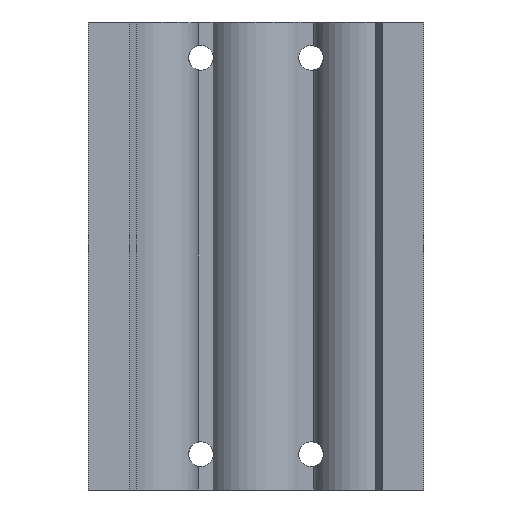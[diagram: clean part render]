
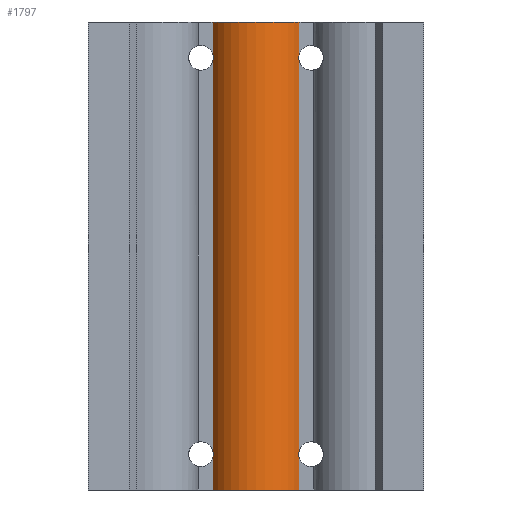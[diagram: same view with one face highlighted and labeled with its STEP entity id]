
A CAD part, front view. The second image highlights one B-rep face of the part: STEP entity #1797.
In plain terms, the highlighted cylindrical face has radius 9 mm (diameter 18 mm), a partial arc.
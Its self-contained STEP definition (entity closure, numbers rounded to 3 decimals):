
#1 = B_SPLINE_CURVE_WITH_KNOTS ( 'NONE', 3,
 ( #414, #413, #412, #411, #410, #409 ),
 .UNSPECIFIED., .F., .F.,
 ( 4, 2, 4 ),
 ( 0.016, 0.017, 0.017 ),
 .UNSPECIFIED. ) ;
#2 = B_SPLINE_CURVE_WITH_KNOTS ( 'NONE', 3,
 ( #398, #397, #396, #395, #394, #393 ),
 .UNSPECIFIED., .F., .F.,
 ( 4, 2, 4 ),
 ( 0.016, 0.017, 0.017 ),
 .UNSPECIFIED. ) ;
#25 = B_SPLINE_CURVE_WITH_KNOTS ( 'NONE', 3,
 ( #818, #817, #816, #815, #814, #813 ),
 .UNSPECIFIED., .F., .F.,
 ( 4, 2, 4 ),
 ( 0.005, 0.006, 0.006 ),
 .UNSPECIFIED. ) ;
#26 = B_SPLINE_CURVE_WITH_KNOTS ( 'NONE', 3,
 ( #812, #811, #810, #809, #808, #807 ),
 .UNSPECIFIED., .F., .F.,
 ( 4, 2, 4 ),
 ( 0.005, 0.006, 0.006 ),
 .UNSPECIFIED. ) ;
#393 = CARTESIAN_POINT ( 'NONE',  ( 7.794, -4.5, -78.944 ) ) ;
#394 = CARTESIAN_POINT ( 'NONE',  ( 7.766, -4.549, -78.803 ) ) ;
#395 = CARTESIAN_POINT ( 'NONE',  ( 7.75, -4.576, -78.65 ) ) ;
#396 = CARTESIAN_POINT ( 'NONE',  ( 7.75, -4.576, -78.349 ) ) ;
#397 = CARTESIAN_POINT ( 'NONE',  ( 7.766, -4.549, -78.196 ) ) ;
#398 = CARTESIAN_POINT ( 'NONE',  ( 7.794, -4.5, -78.056 ) ) ;
#409 = CARTESIAN_POINT ( 'NONE',  ( 7.794, -4.5, -6.944 ) ) ;
#410 = CARTESIAN_POINT ( 'NONE',  ( 7.766, -4.549, -6.803 ) ) ;
#411 = CARTESIAN_POINT ( 'NONE',  ( 7.75, -4.576, -6.65 ) ) ;
#412 = CARTESIAN_POINT ( 'NONE',  ( 7.75, -4.576, -6.349 ) ) ;
#413 = CARTESIAN_POINT ( 'NONE',  ( 7.766, -4.549, -6.196 ) ) ;
#414 = CARTESIAN_POINT ( 'NONE',  ( 7.794, -4.5, -6.056 ) ) ;
#807 = CARTESIAN_POINT ( 'NONE',  ( -7.794, -4.5, -6.056 ) ) ;
#808 = CARTESIAN_POINT ( 'NONE',  ( -7.766, -4.549, -6.197 ) ) ;
#809 = CARTESIAN_POINT ( 'NONE',  ( -7.75, -4.576, -6.35 ) ) ;
#810 = CARTESIAN_POINT ( 'NONE',  ( -7.75, -4.576, -6.651 ) ) ;
#811 = CARTESIAN_POINT ( 'NONE',  ( -7.766, -4.549, -6.804 ) ) ;
#812 = CARTESIAN_POINT ( 'NONE',  ( -7.794, -4.5, -6.944 ) ) ;
#813 = CARTESIAN_POINT ( 'NONE',  ( -7.794, -4.5, -78.056 ) ) ;
#814 = CARTESIAN_POINT ( 'NONE',  ( -7.766, -4.549, -78.197 ) ) ;
#815 = CARTESIAN_POINT ( 'NONE',  ( -7.75, -4.576, -78.35 ) ) ;
#816 = CARTESIAN_POINT ( 'NONE',  ( -7.75, -4.576, -78.651 ) ) ;
#817 = CARTESIAN_POINT ( 'NONE',  ( -7.766, -4.549, -78.804 ) ) ;
#818 = CARTESIAN_POINT ( 'NONE',  ( -7.794, -4.5, -78.944 ) ) ;
#819 = DIRECTION ( 'NONE',  ( 0., 0., 1. ) ) ;
#820 = CARTESIAN_POINT ( 'NONE',  ( -7.794, -4.5, -85. ) ) ;
#821 = DIRECTION ( 'NONE',  ( 1., 0., 0. ) ) ;
#822 = DIRECTION ( 'NONE',  ( 0., 0., 1. ) ) ;
#823 = CARTESIAN_POINT ( 'NONE',  ( 0., 0., -85. ) ) ;
#824 = DIRECTION ( 'NONE',  ( 1., 0., 0. ) ) ;
#825 = DIRECTION ( 'NONE',  ( 0., 0., 1. ) ) ;
#826 = CARTESIAN_POINT ( 'NONE',  ( 0., 0., 0. ) ) ;
#1347 = DIRECTION ( 'NONE',  ( 0., 0., 1. ) ) ;
#1348 = CARTESIAN_POINT ( 'NONE',  ( 7.794, -4.5, -85. ) ) ;
#1402 = CARTESIAN_POINT ( 'NONE',  ( -7.794, -4.5, -78.056 ) ) ;
#1409 = CARTESIAN_POINT ( 'NONE',  ( 7.794, -4.5, -6.056 ) ) ;
#1441 = CARTESIAN_POINT ( 'NONE',  ( -7.794, -4.5, -85. ) ) ;
#1448 = CARTESIAN_POINT ( 'NONE',  ( -7.794, -4.5, -78.944 ) ) ;
#1533 = CARTESIAN_POINT ( 'NONE',  ( -7.794, -4.5, 0. ) ) ;
#1579 = CARTESIAN_POINT ( 'NONE',  ( 7.794, -4.5, -6.944 ) ) ;
#1620 = CARTESIAN_POINT ( 'NONE',  ( 7.794, -4.5, -78.056 ) ) ;
#1621 = CARTESIAN_POINT ( 'NONE',  ( 7.794, -4.5, -85. ) ) ;
#1623 = CARTESIAN_POINT ( 'NONE',  ( 7.794, -4.5, -78.944 ) ) ;
#1633 = CARTESIAN_POINT ( 'NONE',  ( 7.794, -4.5, 0. ) ) ;
#1797 = ADVANCED_FACE ( 'NONE', ( #3855 ), #3856, .T. ) ;
#2058 = DIRECTION ( 'NONE',  ( 0., 0., 1. ) ) ;
#2059 = CARTESIAN_POINT ( 'NONE',  ( -7.794, -4.5, -85. ) ) ;
#2084 = DIRECTION ( 'NONE',  ( 0., 0., 1. ) ) ;
#2119 = CARTESIAN_POINT ( 'NONE',  ( -7.794, -4.5, -85. ) ) ;
#2195 = CARTESIAN_POINT ( 'NONE',  ( -7.794, -4.5, -6.056 ) ) ;
#2239 = CARTESIAN_POINT ( 'NONE',  ( -7.794, -4.5, -6.944 ) ) ;
#2299 = DIRECTION ( 'NONE',  ( 0., 0., 1. ) ) ;
#2301 = DIRECTION ( 'NONE',  ( 0., 0., 1. ) ) ;
#2302 = CARTESIAN_POINT ( 'NONE',  ( 7.794, -4.5, -85. ) ) ;
#2467 = CARTESIAN_POINT ( 'NONE',  ( 7.794, -4.5, -85. ) ) ;
#2972 = ORIENTED_EDGE ( 'NONE', *, *, #4371, .F. ) ;
#2973 = ORIENTED_EDGE ( 'NONE', *, *, #3351, .F. ) ;
#2974 = ORIENTED_EDGE ( 'NONE', *, *, #4377, .T. ) ;
#2975 = ORIENTED_EDGE ( 'NONE', *, *, #4262, .F. ) ;
#2976 = ORIENTED_EDGE ( 'NONE', *, *, #4378, .T. ) ;
#2977 = ORIENTED_EDGE ( 'NONE', *, *, #4267, .F. ) ;
#2978 = ORIENTED_EDGE ( 'NONE', *, *, #3293, .T. ) ;
#2979 = ORIENTED_EDGE ( 'NONE', *, *, #3352, .T. ) ;
#2980 = ORIENTED_EDGE ( 'NONE', *, *, #3353, .F. ) ;
#2981 = ORIENTED_EDGE ( 'NONE', *, *, #3354, .F. ) ;
#2982 = ORIENTED_EDGE ( 'NONE', *, *, #4383, .F. ) ;
#2983 = ORIENTED_EDGE ( 'NONE', *, *, #3355, .F. ) ;
#3293 = EDGE_CURVE ( 'NONE', #4641, #4661, #4997, .T. ) ;
#3351 = EDGE_CURVE ( 'NONE', #4611, #4643, #5063, .T. ) ;
#3352 = EDGE_CURVE ( 'NONE', #5733, #4641, #5065, .T. ) ;
#3353 = EDGE_CURVE ( 'NONE', #5733, #5735, #5064, .T. ) ;
#3354 = EDGE_CURVE ( 'NONE', #5735, #5690, #25, .T. ) ;
#3355 = EDGE_CURVE ( 'NONE', #4553, #4518, #26, .T. ) ;
#3656 = EDGE_LOOP ( 'NONE', ( #2983, #2982, #2981, #2980, #2979, #2978, #2977, #2976, #2975, #2974, #2973, #2972 ) ) ;
#3855 = FACE_OUTER_BOUND ( 'NONE', #3656, .T. ) ;
#3856 = CYLINDRICAL_SURFACE ( 'NONE', #4163, 9. ) ;
#4163 = AXIS2_PLACEMENT_3D ( 'NONE', #5634, #5633, #5631 ) ;
#4262 = EDGE_CURVE ( 'NONE', #5698, #4584, #1, .T. ) ;
#4267 = EDGE_CURVE ( 'NONE', #4637, #4661, #2, .T. ) ;
#4371 = EDGE_CURVE ( 'NONE', #4518, #4611, #5400, .T. ) ;
#4377 = EDGE_CURVE ( 'NONE', #5698, #4643, #5412, .T. ) ;
#4378 = EDGE_CURVE ( 'NONE', #4637, #4584, #5414, .T. ) ;
#4383 = EDGE_CURVE ( 'NONE', #5690, #4553, #5420, .T. ) ;
#4518 = VERTEX_POINT ( 'NONE', #2195 ) ;
#4553 = VERTEX_POINT ( 'NONE', #2239 ) ;
#4584 = VERTEX_POINT ( 'NONE', #1579 ) ;
#4611 = VERTEX_POINT ( 'NONE', #1533 ) ;
#4637 = VERTEX_POINT ( 'NONE', #1620 ) ;
#4641 = VERTEX_POINT ( 'NONE', #1621 ) ;
#4643 = VERTEX_POINT ( 'NONE', #1633 ) ;
#4661 = VERTEX_POINT ( 'NONE', #1623 ) ;
#4775 = AXIS2_PLACEMENT_3D ( 'NONE', #823, #822, #821 ) ;
#4776 = AXIS2_PLACEMENT_3D ( 'NONE', #826, #825, #824 ) ;
#4997 = LINE ( 'NONE', #1348, #4999 ) ;
#4999 = VECTOR ( 'NONE', #1347, 1000. ) ;
#5063 = CIRCLE ( 'NONE', #4776, 9. ) ;
#5064 = LINE ( 'NONE', #820, #5066 ) ;
#5065 = CIRCLE ( 'NONE', #4775, 9. ) ;
#5066 = VECTOR ( 'NONE', #819, 1000. ) ;
#5400 = LINE ( 'NONE', #2119, #5402 ) ;
#5402 = VECTOR ( 'NONE', #2084, 1000. ) ;
#5412 = LINE ( 'NONE', #2302, #5413 ) ;
#5413 = VECTOR ( 'NONE', #2301, 1000. ) ;
#5414 = LINE ( 'NONE', #2467, #5415 ) ;
#5415 = VECTOR ( 'NONE', #2299, 1000. ) ;
#5420 = LINE ( 'NONE', #2059, #5422 ) ;
#5422 = VECTOR ( 'NONE', #2058, 1000. ) ;
#5631 = DIRECTION ( 'NONE',  ( 1., 0., 0. ) ) ;
#5633 = DIRECTION ( 'NONE',  ( 0., 0., 1. ) ) ;
#5634 = CARTESIAN_POINT ( 'NONE',  ( 0., 0., -85. ) ) ;
#5690 = VERTEX_POINT ( 'NONE', #1402 ) ;
#5698 = VERTEX_POINT ( 'NONE', #1409 ) ;
#5733 = VERTEX_POINT ( 'NONE', #1441 ) ;
#5735 = VERTEX_POINT ( 'NONE', #1448 ) ;
